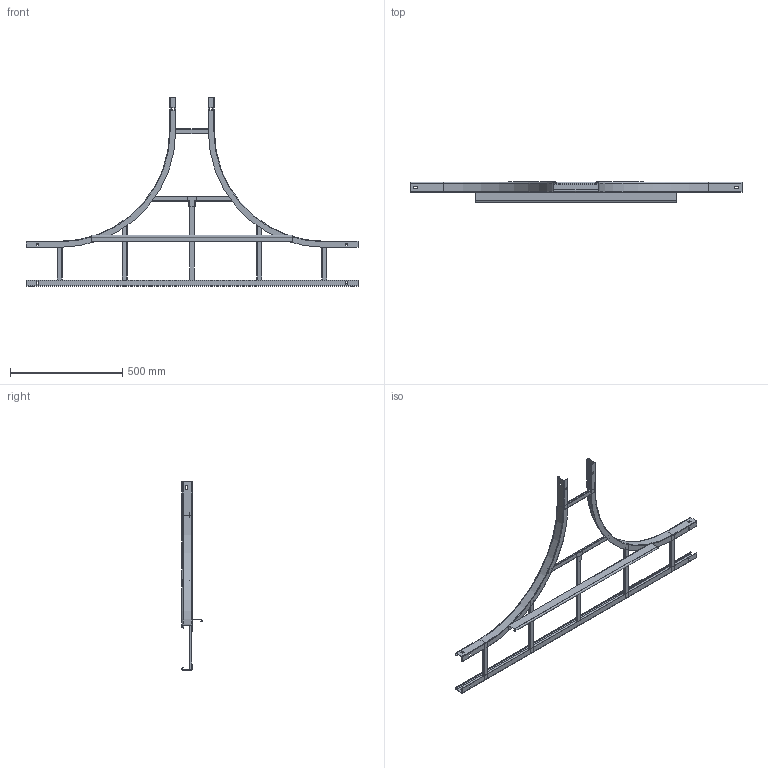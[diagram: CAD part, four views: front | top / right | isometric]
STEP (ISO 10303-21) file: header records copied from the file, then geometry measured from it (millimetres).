
FILE_DESCRIPTION((''),'2;1');
FILE_NAME('6205534_REFERENZ_ASM','2012-12-20T',('AndreasKeweloh'),(''),'PRO/ENGINEER BY PARAMETRIC TECHNOLOGY CORPORATION, 2012230','PRO/ENGINEER BY PARAMETRIC TECHNOLOGY CORPORATION, 2012230','');
FILE_SCHEMA(('CONFIG_CONTROL_DESIGN'));
Length unit declared in the file: millimetre
Products named in the file (9): 6205534_INNENHOLM_REF; 6205534_GEGENHOLM_REF; 6205534_SPR_L_1_REF; 6205534_SPR_L_2_REF; 6205534_SPR_L_3_REF; 6205534_SPR_L_4_REF; 6205534_AUFLAGEBLECH; 6205534_REF__TZHOLM; 6205534_REFERENZ_ASM
Assembly tree (12 placements, depth 2):
  6205534_REFERENZ_ASM
    6205534_INNENHOLM_REF  x2
    6205534_GEGENHOLM_REF
    6205534_SPR_L_1_REF  x3
    6205534_SPR_L_2_REF
    6205534_SPR_L_3_REF
    6205534_SPR_L_4_REF  x2
    6205534_AUFLAGEBLECH
    6205534_REF__TZHOLM
Bounding box: 1480 x 90 x 840 mm (x, y, z)
Volume: 582658.9 mm3; surface area: 950308.7 mm2
Topology: 12 solids, 12 shells, 387 faces, 1063 edges, 700 vertices
Faces by surface type: plane 220, cylinder 152, torus 8, bspline 7
Entity records: 8756 total; most frequent: CARTESIAN_POINT 1782, DIRECTION 1445, ORIENTED_EDGE 1418, EDGE_CURVE 709, VECTOR 495, LINE 495, AXIS2_PLACEMENT_3D 475, VERTEX_POINT 468
